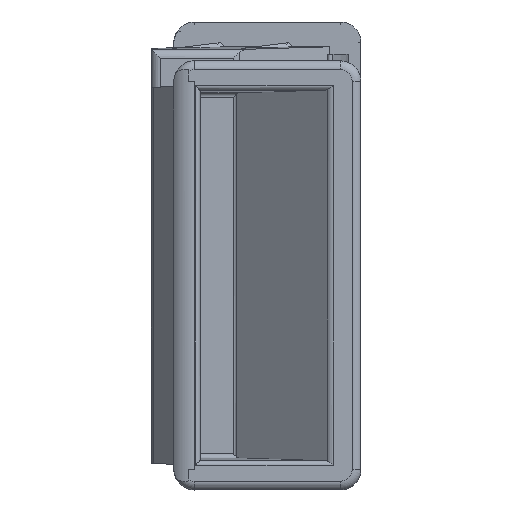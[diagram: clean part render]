
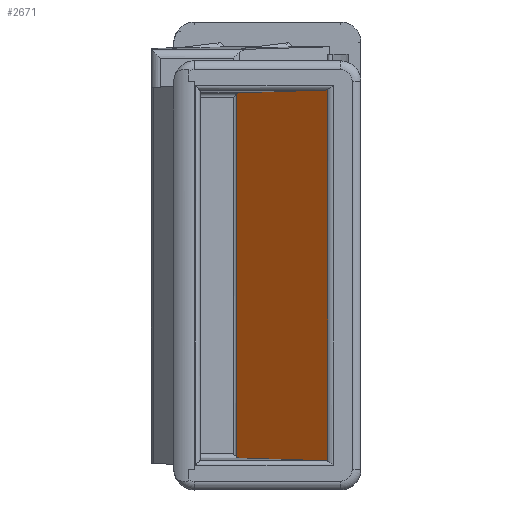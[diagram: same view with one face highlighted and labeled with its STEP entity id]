
A CAD part, front view. The second image highlights one B-rep face of the part: STEP entity #2671.
In plain terms, the highlighted face is planar.
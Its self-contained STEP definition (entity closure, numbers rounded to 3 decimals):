
#2323=CARTESIAN_POINT('',(27.914,-0.468,40.73));
#2324=VERTEX_POINT('',#2323);
#2344=CARTESIAN_POINT('',(27.914,-0.468,-40.73));
#2345=VERTEX_POINT('',#2344);
#2357=CARTESIAN_POINT('',(27.914,-0.468,40.73));
#2358=DIRECTION('',(0.0,0.0,-1.0));
#2359=VECTOR('',#2358,81.46);
#2360=LINE('',#2357,#2359);
#2361=EDGE_CURVE('',#2324,#2345,#2360,.T.);
#2373=CARTESIAN_POINT('',(7.895,-17.266,-39.677));
#2374=VERTEX_POINT('',#2373);
#2390=CARTESIAN_POINT('',(7.895,-17.266,39.677));
#2391=VERTEX_POINT('',#2390);
#2399=CARTESIAN_POINT('',(7.895,-17.266,39.677));
#2400=DIRECTION('',(0.0,0.0,-1.0));
#2401=VECTOR('',#2400,79.354);
#2402=LINE('',#2399,#2401);
#2403=EDGE_CURVE('',#2391,#2374,#2402,.T.);
#2614=CARTESIAN_POINT('',(27.914,-0.468,42.5));
#2615=DIRECTION('',(-0.643,0.766,0.0));
#2616=DIRECTION('',(0.766,0.643,0.0));
#2617=AXIS2_PLACEMENT_3D('',#2614,#2615,#2616);
#2618=PLANE('',#2617);
#2619=CARTESIAN_POINT('',(27.322,-0.965,40.577));
#2620=VERTEX_POINT('',#2619);
#2621=CARTESIAN_POINT('',(27.28,-1.,41.577));
#2622=DIRECTION('',(-0.643,0.766,0.0));
#2623=DIRECTION('',(0.766,0.643,0.));
#2624=AXIS2_PLACEMENT_3D('',#2621,#2622,#2623);
#2625=ELLIPSE('',#2624,1.556,1.);
#2626=EDGE_CURVE('',#2324,#2620,#2625,.T.);
#2627=ORIENTED_EDGE('',*,*,#2626,.F.);
#2628=ORIENTED_EDGE('',*,*,#2361,.T.);
#2629=CARTESIAN_POINT('',(27.322,-0.965,-40.577));
#2630=VERTEX_POINT('',#2629);
#2631=CARTESIAN_POINT('',(27.28,-1.,-41.577));
#2632=DIRECTION('',(-0.643,0.766,0.));
#2633=DIRECTION('',(0.766,0.643,0.));
#2634=AXIS2_PLACEMENT_3D('',#2631,#2632,#2633);
#2635=ELLIPSE('',#2634,1.556,1.);
#2636=EDGE_CURVE('',#2630,#2345,#2635,.T.);
#2637=ORIENTED_EDGE('',*,*,#2636,.F.);
#2638=CARTESIAN_POINT('',(8.766,-16.535,-40.034));
#2639=VERTEX_POINT('',#2638);
#2640=CARTESIAN_POINT('',(8.766,-16.535,-40.034));
#2641=DIRECTION('',(0.766,0.643,-0.022));
#2642=VECTOR('',#2641,24.228);
#2643=LINE('',#2640,#2642);
#2644=EDGE_CURVE('',#2639,#2630,#2643,.T.);
#2645=ORIENTED_EDGE('',*,*,#2644,.F.);
#2646=CARTESIAN_POINT('',(8.808,-16.5,-39.034));
#2647=DIRECTION('',(0.643,-0.766,0.0));
#2648=DIRECTION('',(-0.766,-0.643,0.0));
#2649=AXIS2_PLACEMENT_3D('',#2646,#2647,#2648);
#2650=ELLIPSE('',#2649,1.556,1.);
#2651=EDGE_CURVE('',#2374,#2639,#2650,.T.);
#2652=ORIENTED_EDGE('',*,*,#2651,.F.);
#2653=ORIENTED_EDGE('',*,*,#2403,.F.);
#2654=CARTESIAN_POINT('',(8.766,-16.535,40.034));
#2655=VERTEX_POINT('',#2654);
#2656=CARTESIAN_POINT('',(8.808,-16.5,39.034));
#2657=DIRECTION('',(0.643,-0.766,0.));
#2658=DIRECTION('',(-0.766,-0.643,0.));
#2659=AXIS2_PLACEMENT_3D('',#2656,#2657,#2658);
#2660=ELLIPSE('',#2659,1.556,1.);
#2661=EDGE_CURVE('',#2655,#2391,#2660,.T.);
#2662=ORIENTED_EDGE('',*,*,#2661,.F.);
#2663=CARTESIAN_POINT('',(27.322,-0.965,40.577));
#2664=DIRECTION('',(-0.766,-0.643,-0.022));
#2665=VECTOR('',#2664,24.228);
#2666=LINE('',#2663,#2665);
#2667=EDGE_CURVE('',#2620,#2655,#2666,.T.);
#2668=ORIENTED_EDGE('',*,*,#2667,.F.);
#2669=EDGE_LOOP('',(#2627,#2628,#2637,#2645,#2652,#2653,#2662,#2668));
#2670=FACE_OUTER_BOUND('',#2669,.T.);
#2671=ADVANCED_FACE('',(#2670),#2618,.T.);
